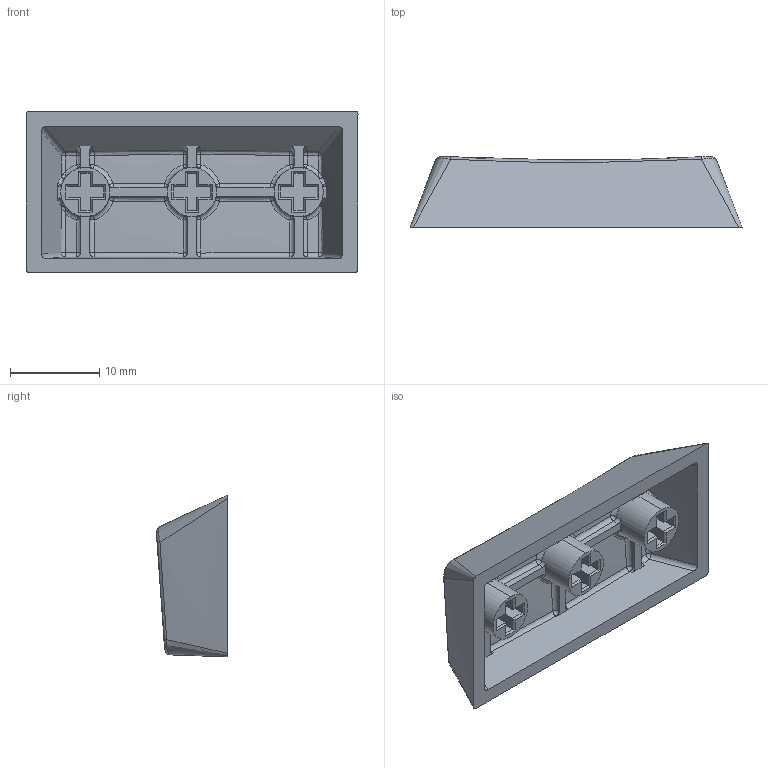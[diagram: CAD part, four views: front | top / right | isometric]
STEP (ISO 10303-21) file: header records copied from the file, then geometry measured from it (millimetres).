
FILE_DESCRIPTION (( 'STEP AP214' ), '1' );
FILE_NAME ('R2_200.STEP', '2023-01-18T21:18:49', ( '' ), ( '' ), 'SwSTEP 2.0', 'SolidWorks 2019', '' );
FILE_SCHEMA (( 'AUTOMOTIVE_DESIGN' ));
Length unit declared in the file: millimetre
Products named in the file (1): R2_200
Bounding box: 37.15 x 7.91 x 18.1 mm (x, y, z)
Volume: 1945 mm3; surface area: 2756.5 mm2
Topology: 1 solids, 1 shells, 274 faces, 662 edges, 382 vertices
Faces by surface type: plane 106, bspline 94, cylinder 38, sphere 36
Entity records: 9910 total; most frequent: CARTESIAN_POINT 4427, ORIENTED_EDGE 1272, DIRECTION 931, EDGE_CURVE 636, VERTEX_POINT 368, AXIS2_PLACEMENT_3D 345, EDGE_LOOP 278, FACE_OUTER_BOUND 274
